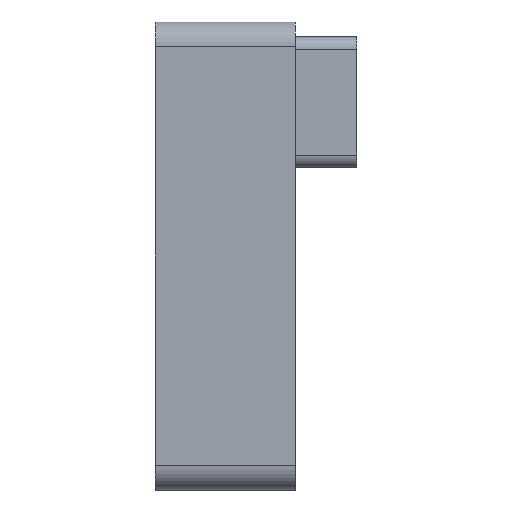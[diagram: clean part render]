
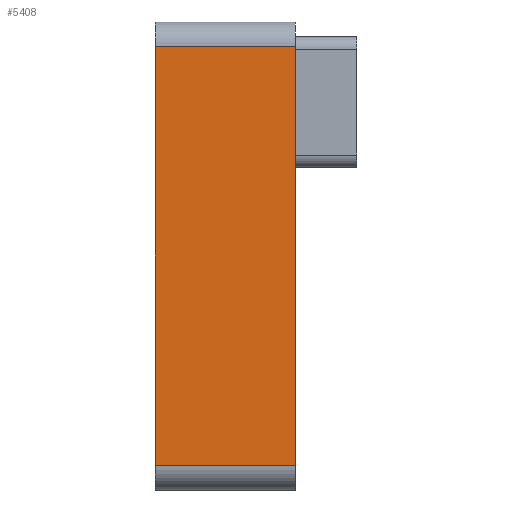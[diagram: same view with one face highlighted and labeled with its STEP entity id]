
A CAD part, front view. The second image highlights one B-rep face of the part: STEP entity #5408.
In plain terms, the highlighted planar face has unit normal (0, -1, 0).
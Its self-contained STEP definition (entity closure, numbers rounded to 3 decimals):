
#70 = PLANE ( 'NONE',  #5792 ) ;
#165 = CARTESIAN_POINT ( 'NONE',  ( -2.85, -15.5, -8.5 ) ) ;
#832 = LINE ( 'NONE', #6533, #8672 ) ;
#1613 = VERTEX_POINT ( 'NONE', #5852 ) ;
#1824 = CARTESIAN_POINT ( 'NONE',  ( 2.85, -15.5, 8.5 ) ) ;
#1873 = ORIENTED_EDGE ( 'NONE', *, *, #9454, .T. ) ;
#2722 = VECTOR ( 'NONE', #19598, 1000. ) ;
#2840 = VECTOR ( 'NONE', #17164, 1000. ) ;
#3064 = VERTEX_POINT ( 'NONE', #165 ) ;
#3292 = VERTEX_POINT ( 'NONE', #9517 ) ;
#3455 = DIRECTION ( 'NONE',  ( 0., 0., 1. ) ) ;
#3546 = LINE ( 'NONE', #1824, #2840 ) ;
#4202 = EDGE_CURVE ( 'NONE', #3292, #1613, #3546, .T. ) ;
#4452 = FACE_OUTER_BOUND ( 'NONE', #9431, .T. ) ;
#5291 = LINE ( 'NONE', #11766, #2722 ) ;
#5408 = ADVANCED_FACE ( 'NONE', ( #4452 ), #70, .F. ) ;
#5792 = AXIS2_PLACEMENT_3D ( 'NONE', #12463, #6685, #3455 ) ;
#5846 = ORIENTED_EDGE ( 'NONE', *, *, #16011, .F. ) ;
#5852 = CARTESIAN_POINT ( 'NONE',  ( -2.85, -15.5, 8.5 ) ) ;
#6533 = CARTESIAN_POINT ( 'NONE',  ( 2.85, -15.5, 8.5 ) ) ;
#6685 = DIRECTION ( 'NONE',  ( 0., 1., 0. ) ) ;
#7166 = CARTESIAN_POINT ( 'NONE',  ( 2.85, -15.5, -8.5 ) ) ;
#8672 = VECTOR ( 'NONE', #9471, 1000. ) ;
#9431 = EDGE_LOOP ( 'NONE', ( #1873, #16012, #5846, #18966 ) ) ;
#9454 = EDGE_CURVE ( 'NONE', #1613, #3064, #5291, .T. ) ;
#9471 = DIRECTION ( 'NONE',  ( 0., 0., -1. ) ) ;
#9517 = CARTESIAN_POINT ( 'NONE',  ( 2.85, -15.5, 8.5 ) ) ;
#11766 = CARTESIAN_POINT ( 'NONE',  ( -2.85, -15.5, 8.5 ) ) ;
#12463 = CARTESIAN_POINT ( 'NONE',  ( 2.85, -15.5, 8.5 ) ) ;
#12859 = VERTEX_POINT ( 'NONE', #14762 ) ;
#14762 = CARTESIAN_POINT ( 'NONE',  ( 2.85, -15.5, -8.5 ) ) ;
#14868 = LINE ( 'NONE', #7166, #17012 ) ;
#15393 = EDGE_CURVE ( 'NONE', #12859, #3064, #14868, .T. ) ;
#16011 = EDGE_CURVE ( 'NONE', #3292, #12859, #832, .T. ) ;
#16012 = ORIENTED_EDGE ( 'NONE', *, *, #15393, .F. ) ;
#17012 = VECTOR ( 'NONE', #19262, 1000. ) ;
#17164 = DIRECTION ( 'NONE',  ( -1., 0., 0. ) ) ;
#18966 = ORIENTED_EDGE ( 'NONE', *, *, #4202, .T. ) ;
#19262 = DIRECTION ( 'NONE',  ( -1., 0., 0. ) ) ;
#19598 = DIRECTION ( 'NONE',  ( 0., 0., -1. ) ) ;
